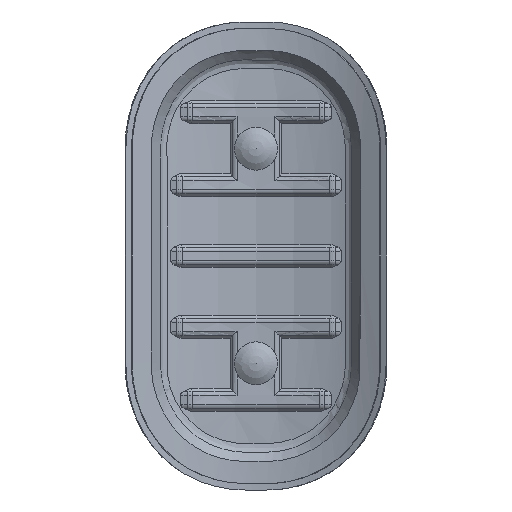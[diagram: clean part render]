
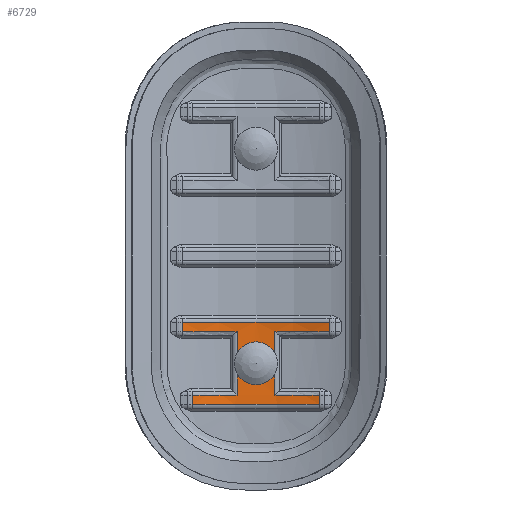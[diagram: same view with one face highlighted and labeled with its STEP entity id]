
A CAD part, front view. The second image highlights one B-rep face of the part: STEP entity #6729.
In plain terms, the highlighted cylindrical face has radius 115.3 mm (diameter 230.6 mm), a partial arc.
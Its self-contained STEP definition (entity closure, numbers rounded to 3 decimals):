
#1878=B_SPLINE_CURVE_WITH_KNOTS('',3,(#57132,#57133,#57134,#57135,#57136,
#57137,#57138,#57139,#57140,#57141,#57142,#57143,#57144,#57145,#57146,#57147,
#57148,#57149),.UNSPECIFIED.,.T.,.F.,(2,2,2,2,2,2,2,2,2,2,2),(-0.125,0.,
0.125,0.25,0.375,0.5,0.625,0.75,0.875,1.,1.125),.UNSPECIFIED.);
#6729=ADVANCED_FACE('',(#9506,#9507),#9108,.F.);
#9108=CYLINDRICAL_SURFACE('',#38529,115.3);
#9506=FACE_BOUND('',#9884,.T.);
#9507=FACE_BOUND('',#9885,.T.);
#9884=EDGE_LOOP('',(#13258,#13259,#13260,#13261,#13262,#13263,#13264,#13265,
#13266,#13267,#13268,#13269));
#9885=EDGE_LOOP('',(#13270));
#13258=ORIENTED_EDGE('',*,*,#27225,.T.);
#13259=ORIENTED_EDGE('',*,*,#27226,.T.);
#13260=ORIENTED_EDGE('',*,*,#27227,.F.);
#13261=ORIENTED_EDGE('',*,*,#27228,.T.);
#13262=ORIENTED_EDGE('',*,*,#27229,.T.);
#13263=ORIENTED_EDGE('',*,*,#27230,.T.);
#13264=ORIENTED_EDGE('',*,*,#27231,.T.);
#13265=ORIENTED_EDGE('',*,*,#27232,.T.);
#13266=ORIENTED_EDGE('',*,*,#27233,.F.);
#13267=ORIENTED_EDGE('',*,*,#27234,.T.);
#13268=ORIENTED_EDGE('',*,*,#27223,.T.);
#13269=ORIENTED_EDGE('',*,*,#27220,.T.);
#13270=ORIENTED_EDGE('',*,*,#27217,.T.);
#23881=VERTEX_POINT('',#57150);
#23883=VERTEX_POINT('',#57164);
#23884=VERTEX_POINT('',#57166);
#23885=VERTEX_POINT('',#57171);
#23886=VERTEX_POINT('',#57175);
#23887=VERTEX_POINT('',#57177);
#23888=VERTEX_POINT('',#57179);
#23889=VERTEX_POINT('',#57181);
#23890=VERTEX_POINT('',#57183);
#23891=VERTEX_POINT('',#57185);
#23892=VERTEX_POINT('',#57187);
#23893=VERTEX_POINT('',#57189);
#23894=VERTEX_POINT('',#57191);
#27217=EDGE_CURVE('',#23881,#23881,#1878,.T.);
#27220=EDGE_CURVE('',#23884,#23883,#32382,.T.);
#27223=EDGE_CURVE('',#23885,#23884,#34112,.T.);
#27225=EDGE_CURVE('',#23883,#23886,#34113,.T.);
#27226=EDGE_CURVE('',#23886,#23887,#32386,.T.);
#27227=EDGE_CURVE('',#23888,#23887,#34114,.T.);
#27228=EDGE_CURVE('',#23888,#23889,#32387,.T.);
#27229=EDGE_CURVE('',#23889,#23890,#34115,.T.);
#27230=EDGE_CURVE('',#23890,#23891,#32388,.T.);
#27231=EDGE_CURVE('',#23891,#23892,#34116,.T.);
#27232=EDGE_CURVE('',#23892,#23893,#32389,.T.);
#27233=EDGE_CURVE('',#23894,#23893,#34117,.T.);
#27234=EDGE_CURVE('',#23894,#23885,#32390,.T.);
#32382=CIRCLE('',#38518,115.3);
#32386=CIRCLE('',#38524,115.3);
#32387=CIRCLE('',#38525,115.3);
#32388=CIRCLE('',#38526,115.3);
#32389=CIRCLE('',#38527,115.3);
#32390=CIRCLE('',#38528,115.3);
#34112=LINE('',#57170,#36170);
#34113=LINE('',#57174,#36171);
#34114=LINE('',#57178,#36172);
#34115=LINE('',#57182,#36173);
#34116=LINE('',#57186,#36174);
#34117=LINE('',#57190,#36175);
#36170=VECTOR('',#43285,1.);
#36171=VECTOR('',#43290,1.);
#36172=VECTOR('',#43293,1.);
#36173=VECTOR('',#43296,1.);
#36174=VECTOR('',#43299,1.);
#36175=VECTOR('',#43302,1.);
#38518=AXIS2_PLACEMENT_3D('',#57165,#43277,#43278);
#38524=AXIS2_PLACEMENT_3D('',#57176,#43291,#43292);
#38525=AXIS2_PLACEMENT_3D('',#57180,#43294,#43295);
#38526=AXIS2_PLACEMENT_3D('',#57184,#43297,#43298);
#38527=AXIS2_PLACEMENT_3D('',#57188,#43300,#43301);
#38528=AXIS2_PLACEMENT_3D('',#57192,#43303,#43304);
#38529=AXIS2_PLACEMENT_3D('',#57193,#43305,#43306);
#43277=DIRECTION('',(0.,0.,-1.));
#43278=DIRECTION('',(-1.,0.,0.));
#43285=DIRECTION('',(0.,0.,-1.));
#43290=DIRECTION('',(0.,0.,-1.));
#43291=DIRECTION('',(0.,0.,1.));
#43292=DIRECTION('',(-1.,0.,0.));
#43293=DIRECTION('',(0.,0.,1.));
#43294=DIRECTION('',(0.,0.,-1.));
#43295=DIRECTION('',(-1.,0.,0.));
#43296=DIRECTION('',(0.,0.,1.));
#43297=DIRECTION('',(0.,0.,1.));
#43298=DIRECTION('',(-1.,0.,0.));
#43299=DIRECTION('',(0.,0.,1.));
#43300=DIRECTION('',(0.,0.,-1.));
#43301=DIRECTION('',(-1.,0.,0.));
#43302=DIRECTION('',(0.,0.,-1.));
#43303=DIRECTION('',(0.,0.,1.));
#43304=DIRECTION('',(-1.,0.,0.));
#43305=DIRECTION('',(0.,0.,-1.));
#43306=DIRECTION('',(-1.,0.,0.));
#57132=CARTESIAN_POINT('',(-1.838,115.301,-58.248));
#57133=CARTESIAN_POINT('',(-5.623,115.178,-56.244));
#57134=CARTESIAN_POINT('',(-7.033,115.087,-54.487));
#57135=CARTESIAN_POINT('',(-8.264,115.005,-50.422));
#57136=CARTESIAN_POINT('',(-8.08,115.02,-48.153));
#57137=CARTESIAN_POINT('',(-6.199,115.137,-44.371));
#57138=CARTESIAN_POINT('',(-4.475,115.231,-42.867));
#57139=CARTESIAN_POINT('',(-0.431,115.317,-41.562));
#57140=CARTESIAN_POINT('',(1.851,115.3,-41.761));
#57141=CARTESIAN_POINT('',(5.601,115.179,-43.743));
#57142=CARTESIAN_POINT('',(7.036,115.087,-45.524));
#57143=CARTESIAN_POINT('',(8.26,115.005,-49.561));
#57144=CARTESIAN_POINT('',(8.085,115.02,-51.835));
#57145=CARTESIAN_POINT('',(6.198,115.137,-55.634));
#57146=CARTESIAN_POINT('',(4.474,115.231,-57.134));
#57147=CARTESIAN_POINT('',(0.427,115.317,-58.438));
#57148=CARTESIAN_POINT('',(-1.838,115.301,-58.248));
#57149=CARTESIAN_POINT('',(-5.623,115.178,-56.244));
#57150=CARTESIAN_POINT('',(-3.73,115.24,-57.246));
#57164=CARTESIAN_POINT('',(-8.831,114.961,-35.172));
#57165=CARTESIAN_POINT('',(0.,0.,-35.172));
#57166=CARTESIAN_POINT('',(-34.263,110.091,-35.172));
#57170=CARTESIAN_POINT('',(-34.263,110.091,-27.));
#57171=CARTESIAN_POINT('',(-34.263,110.091,-30.828));
#57174=CARTESIAN_POINT('',(-8.831,114.961,-27.));
#57175=CARTESIAN_POINT('',(-8.831,114.961,-64.828));
#57176=CARTESIAN_POINT('',(0.,0.,-64.828));
#57177=CARTESIAN_POINT('',(-29.488,111.466,-64.828));
#57178=CARTESIAN_POINT('',(-29.488,111.466,-73.));
#57179=CARTESIAN_POINT('',(-29.488,111.466,-69.172));
#57180=CARTESIAN_POINT('',(0.,0.,-69.172));
#57181=CARTESIAN_POINT('',(29.488,111.466,-69.172));
#57182=CARTESIAN_POINT('',(29.488,111.466,-27.));
#57183=CARTESIAN_POINT('',(29.488,111.466,-64.828));
#57184=CARTESIAN_POINT('',(0.,0.,-64.828));
#57185=CARTESIAN_POINT('',(8.831,114.961,-64.828));
#57186=CARTESIAN_POINT('',(8.831,114.961,-27.));
#57187=CARTESIAN_POINT('',(8.831,114.961,-35.172));
#57188=CARTESIAN_POINT('',(0.,0.,-35.172));
#57189=CARTESIAN_POINT('',(34.263,110.091,-35.172));
#57190=CARTESIAN_POINT('',(34.263,110.091,-27.));
#57191=CARTESIAN_POINT('',(34.263,110.091,-30.828));
#57192=CARTESIAN_POINT('',(0.,0.,-30.828));
#57193=CARTESIAN_POINT('',(0.,0.,-27.));
